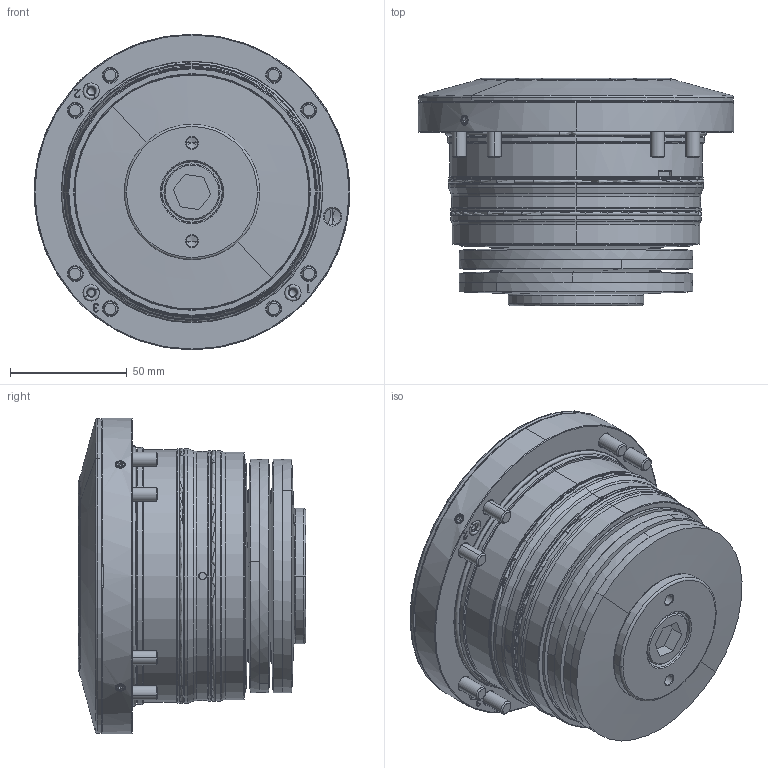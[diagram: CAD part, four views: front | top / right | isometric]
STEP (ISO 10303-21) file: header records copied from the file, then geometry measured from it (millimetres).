
FILE_DESCRIPTION (( 'STEP AP214' ), '1' );
FILE_NAME ('801 211 SPEEDY balance 2 AG m Auflagering DHF 069-011.STEP', '2014-10-14T15:32:01', ( '' ), ( '' ), 'SwSTEP 2.0', 'SolidWorks 2013', '' );
FILE_SCHEMA (( 'AUTOMOTIVE_DESIGN' ));
Length unit declared in the file: millimetre
Products named in the file (1): 801 211 SPEEDY balance 2 AG m Auflagering DHF 069-011
Bounding box: 135 x 97.3 x 135 mm (x, y, z)
Volume: 828450.8 mm3; surface area: 145984 mm2
Topology: 1 solids, 54 shells, 1058 faces, 2444 edges, 1545 vertices
Faces by surface type: cylinder 314, cone 245, plane 233, torus 150, sphere 96, bspline 20
Entity records: 37610 total; most frequent: CARTESIAN_POINT 9848, DIRECTION 5415, ORIENTED_EDGE 4872, EDGE_CURVE 2436, AXIS2_PLACEMENT_3D 2353, VERTEX_POINT 1545, CIRCLE 1314, EDGE_LOOP 1133
